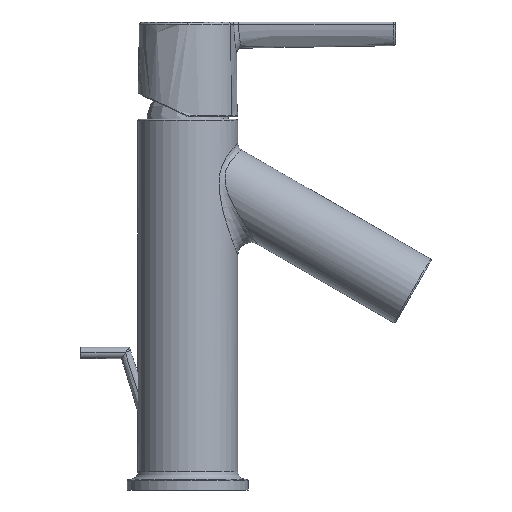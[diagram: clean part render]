
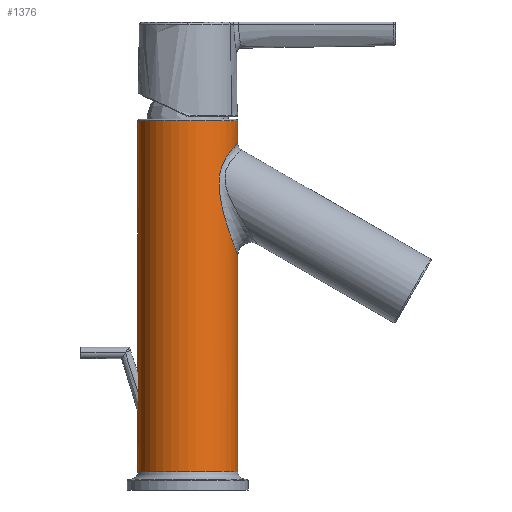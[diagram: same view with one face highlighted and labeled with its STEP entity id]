
A CAD part, front view. The second image highlights one B-rep face of the part: STEP entity #1376.
In plain terms, the highlighted cylindrical face has radius 19 mm (diameter 38 mm), a partial arc.
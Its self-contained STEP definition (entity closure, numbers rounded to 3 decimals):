
#356=CARTESIAN_POINT(' ',(19.,0.,131.928));
#361=DIRECTION(' ',(0.,0.,1.));
#366=VECTOR(' ',#361,1.);
#371=LINE('',#356,#366);
#376=CARTESIAN_POINT(' ',(19.,0.,131.928));
#377=VERTEX_POINT(' ',#376);
#381=CARTESIAN_POINT(' ',(19.,0.,140.5));
#382=VERTEX_POINT(' ',#381);
#386=EDGE_CURVE(' ',#377,#382,#371,.T.);
#551=CARTESIAN_POINT(' ',(19.,0.,89.204));
#552=VERTEX_POINT(' ',#551);
#566=CARTESIAN_POINT(' ',(19.,0.,7.));
#571=DIRECTION(' ',(0.,0.,1.));
#576=VECTOR(' ',#571,1.);
#581=LINE('',#566,#576);
#586=CARTESIAN_POINT(' ',(19.,0.,7.));
#587=VERTEX_POINT(' ',#586);
#591=EDGE_CURVE(' ',#587,#552,#581,.T.);
#626=CARTESIAN_POINT(' ',(-19.,0.,7.));
#627=VERTEX_POINT(' ',#626);
#641=CARTESIAN_POINT(' ',(-19.,0.,7.));
#646=DIRECTION(' ',(0.,0.,1.));
#651=VECTOR(' ',#646,1.);
#656=LINE('',#641,#651);
#661=CARTESIAN_POINT(' ',(-19.,0.,27.661));
#662=VERTEX_POINT(' ',#661);
#666=EDGE_CURVE(' ',#627,#662,#656,.T.);
#841=CARTESIAN_POINT(' ',(-19.,0.,46.98));
#842=VERTEX_POINT(' ',#841);
#856=CARTESIAN_POINT(' ',(-19.,0.,46.98));
#861=DIRECTION(' ',(0.,0.,1.));
#866=VECTOR(' ',#861,1.);
#871=LINE('',#856,#866);
#876=CARTESIAN_POINT(' ',(-19.,0.,140.5));
#877=VERTEX_POINT(' ',#876);
#881=EDGE_CURVE(' ',#842,#877,#871,.T.);
#941=CARTESIAN_POINT(' ',(0.,0.,76.2));
#946=DIRECTION(' ',(0.,-0.,1.));
#951=DIRECTION(' ',(-1.,0.,0.));
#956=AXIS2_PLACEMENT_3D(' ',#941,#946,#951);
#961=CYLINDRICAL_SURFACE(' ',#956,19.);
#966=ORIENTED_EDGE(' ',*,*,#881,.F.);
#971=CARTESIAN_POINT(' ',(-19.,0.,46.98));
#976=CARTESIAN_POINT(' ',(-19.,-0.413,46.98));
#981=CARTESIAN_POINT(' ',(-18.987,-0.743,46.535));
#986=CARTESIAN_POINT(' ',(-18.97,-1.083,45.931));
#991=CARTESIAN_POINT(' ',(-18.965,-1.162,45.751));
#996=CARTESIAN_POINT(' ',(-18.935,-1.607,44.649));
#1001=CARTESIAN_POINT(' ',(-18.91,-1.856,43.537));
#1006=CARTESIAN_POINT(' ',(-18.88,-2.139,41.939));
#1011=CARTESIAN_POINT(' ',(-18.868,-2.233,41.239));
#1016=CARTESIAN_POINT(' ',(-18.843,-2.439,39.238));
#1021=CARTESIAN_POINT(' ',(-18.835,-2.5,37.932));
#1026=CARTESIAN_POINT(' ',(-18.835,-2.5,36.704));
#1031=B_SPLINE_CURVE_WITH_KNOTS('',3,(#971,#976,#981,#986,#991,#996,#1001,#1006,#1011,#1016,#1021,#1026),.UNSPECIFIED.,.F.,.U.,(4,2,2,2,2,4),(0.,0.1,0.164,0.428,0.636,1.),.UNSPECIFIED.);
#1036=CARTESIAN_POINT(' ',(-18.835,-2.5,36.704));
#1037=VERTEX_POINT(' ',#1036);
#1041=EDGE_CURVE(' ',#842,#1037,#1031,.T.);
#1046=ORIENTED_EDGE(' ',*,*,#1041,.T.);
#1051=CARTESIAN_POINT(' ',(-19.,0.,27.661));
#1056=CARTESIAN_POINT(' ',(-19.,-0.37,27.661));
#1061=CARTESIAN_POINT(' ',(-18.989,-0.677,27.94));
#1066=CARTESIAN_POINT(' ',(-18.971,-1.073,28.452));
#1071=CARTESIAN_POINT(' ',(-18.96,-1.239,28.755));
#1076=CARTESIAN_POINT(' ',(-18.927,-1.691,29.796));
#1081=CARTESIAN_POINT(' ',(-18.904,-1.906,30.645));
#1086=CARTESIAN_POINT(' ',(-18.881,-2.125,31.757));
#1091=CARTESIAN_POINT(' ',(-18.875,-2.178,32.089));
#1096=CARTESIAN_POINT(' ',(-18.851,-2.379,33.528));
#1101=CARTESIAN_POINT(' ',(-18.84,-2.462,34.703));
#1106=CARTESIAN_POINT(' ',(-18.835,-2.497,36.113));
#1111=CARTESIAN_POINT(' ',(-18.835,-2.5,36.413));
#1116=CARTESIAN_POINT(' ',(-18.835,-2.5,36.704));
#1121=B_SPLINE_CURVE_WITH_KNOTS('',3,(#1051,#1056,#1061,#1066,#1071,#1076,#1081,#1086,#1091,#1096,#1101,#1106,#1111,#1116),.UNSPECIFIED.,.F.,.U.,(4,2,2,2,2,2,4),(0.,0.115,0.215,0.423,0.543,0.901,1.),.UNSPECIFIED.);
#1126=EDGE_CURVE(' ',#662,#1037,#1121,.T.);
#1131=ORIENTED_EDGE(' ',*,*,#1126,.F.);
#1136=ORIENTED_EDGE(' ',*,*,#666,.F.);
#1141=CARTESIAN_POINT(' ',(0.,0.,7.));
#1146=DIRECTION(' ',(0.,0.,-1.));
#1151=DIRECTION(' ',(1.,0.,0.));
#1156=AXIS2_PLACEMENT_3D(' ',#1141,#1146,#1151);
#1161=CIRCLE('',#1156,19.);
#1166=EDGE_CURVE(' ',#587,#627,#1161,.T.);
#1171=ORIENTED_EDGE(' ',*,*,#1166,.F.);
#1176=ORIENTED_EDGE(' ',*,*,#591,.T.);
#1181=CARTESIAN_POINT(' ',(19.,0.,89.204));
#1186=CARTESIAN_POINT(' ',(19.,-1.936,89.204));
#1191=CARTESIAN_POINT(' ',(18.701,-3.661,89.97));
#1196=CARTESIAN_POINT(' ',(18.072,-5.935,91.618));
#1201=CARTESIAN_POINT(' ',(17.8,-6.681,92.338));
#1206=CARTESIAN_POINT(' ',(16.886,-8.873,94.8));
#1211=CARTESIAN_POINT(' ',(16.115,-10.14,96.966));
#1216=CARTESIAN_POINT(' ',(14.923,-11.788,100.649));
#1221=CARTESIAN_POINT(' ',(14.472,-12.325,102.131));
#1226=CARTESIAN_POINT(' ',(13.504,-13.392,105.572));
#1231=CARTESIAN_POINT(' ',(12.941,-13.923,107.803));
#1236=CARTESIAN_POINT(' ',(12.156,-14.611,112.059));
#1241=CARTESIAN_POINT(' ',(11.907,-14.806,114.047));
#1246=CARTESIAN_POINT(' ',(11.845,-14.856,117.449));
#1251=CARTESIAN_POINT(' ',(11.952,-14.774,118.913));
#1256=CARTESIAN_POINT(' ',(12.487,-14.325,121.674));
#1261=CARTESIAN_POINT(' ',(12.903,-13.97,122.976));
#1266=CARTESIAN_POINT(' ',(13.807,-13.062,124.982));
#1271=CARTESIAN_POINT(' ',(14.212,-12.627,125.736));
#1276=CARTESIAN_POINT(' ',(15.352,-11.251,127.608));
#1281=CARTESIAN_POINT(' ',(16.11,-10.168,128.607));
#1286=CARTESIAN_POINT(' ',(17.396,-7.757,130.183));
#1291=CARTESIAN_POINT(' ',(17.924,-6.466,130.768));
#1296=CARTESIAN_POINT(' ',(18.748,-3.496,131.666));
#1301=CARTESIAN_POINT(' ',(19.,-1.768,131.928));
#1306=CARTESIAN_POINT(' ',(19.,0.,131.928));
#1311=B_SPLINE_CURVE_WITH_KNOTS('',3,(#1181,#1186,#1191,#1196,#1201,#1206,#1211,#1216,#1221,#1226,#1231,#1236,#1241,#1246,#1251,#1256,#1261,#1266,#1271,#1276,#1281,#1286,#1291,#1296,#1301,#1306),.UNSPECIFIED.,.F.,.U.,(4,2,2,2,2,2,2,2,2,2,2,2,4),(0.,0.08,0.129,0.251,0.331,0.447,0.547,0.627,0.703,0.751,0.832,0.91,1.),.UNSPECIFIED.);
#1316=EDGE_CURVE(' ',#552,#377,#1311,.T.);
#1321=ORIENTED_EDGE(' ',*,*,#1316,.T.);
#1326=ORIENTED_EDGE(' ',*,*,#386,.T.);
#1331=CARTESIAN_POINT(' ',(0.,0.,140.5));
#1336=DIRECTION(' ',(0.,-0.,1.));
#1341=DIRECTION(' ',(-1.,0.,0.));
#1346=AXIS2_PLACEMENT_3D(' ',#1331,#1336,#1341);
#1351=CIRCLE('',#1346,19.);
#1356=EDGE_CURVE(' ',#877,#382,#1351,.T.);
#1361=ORIENTED_EDGE(' ',*,*,#1356,.F.);
#1366=EDGE_LOOP(' ',(#966,#1046,#1131,#1136,#1171,#1176,#1321,#1326,#1361));
#1371=FACE_OUTER_BOUND(' ',#1366,.T.);
#1376=ADVANCED_FACE('',(#1371),#961,.T.);
